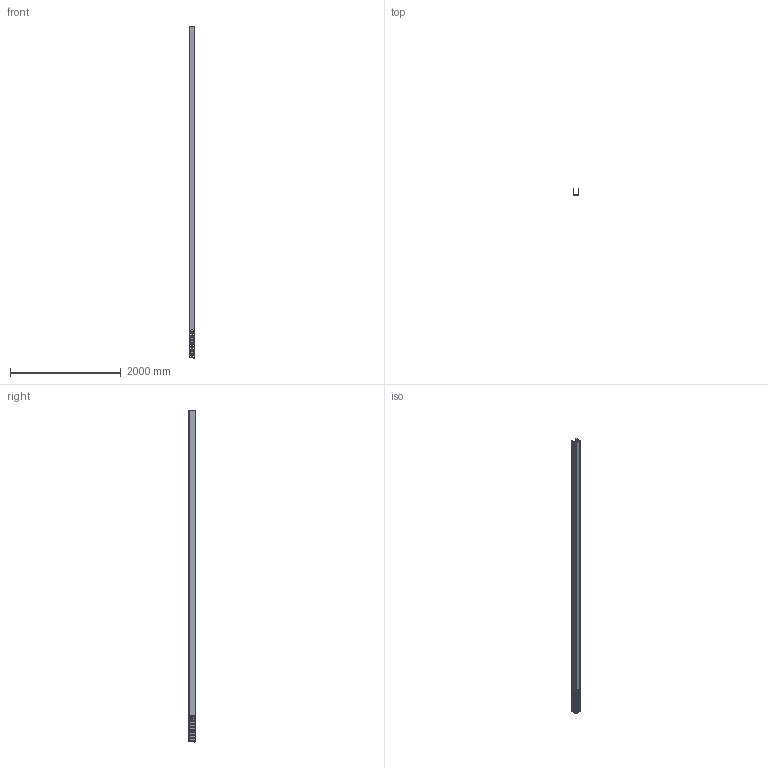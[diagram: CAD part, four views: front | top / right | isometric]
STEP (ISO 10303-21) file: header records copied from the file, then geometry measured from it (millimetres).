
FILE_DESCRIPTION (( 'STEP AP214' ), '1' );
FILE_NAME ('6064810.STEP', '2025-04-23T07:41:29', ( '' ), ( '' ), 'SwSTEP 2.0', 'SolidWorks 2024', '' );
FILE_SCHEMA (( 'AUTOMOTIVE_DESIGN' ));
Length unit declared in the file: millimetre
Products named in the file (1): 6064810
Bounding box: 100 x 111 x 6000 mm (x, y, z)
Volume: 3088735.6 mm3; surface area: 4146350.6 mm2
Topology: 1 solids, 1 shells, 506 faces, 1496 edges, 992 vertices
Faces by surface type: cylinder 256, plane 250
Entity records: 17487 total; most frequent: DIRECTION 3022, CARTESIAN_POINT 2995, ORIENTED_EDGE 2992, EDGE_CURVE 1496, AXIS2_PLACEMENT_3D 1019, VERTEX_POINT 992, VECTOR 984, LINE 984
